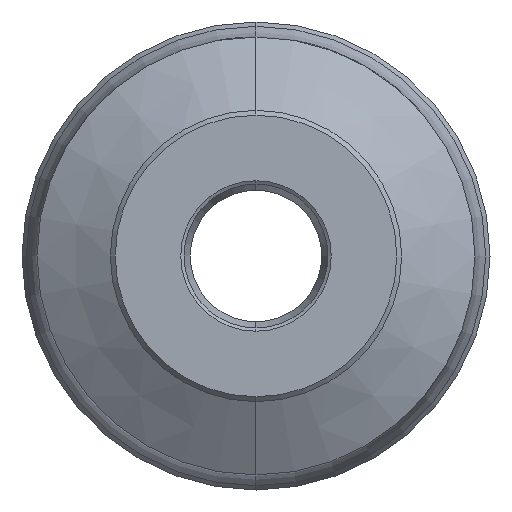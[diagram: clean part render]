
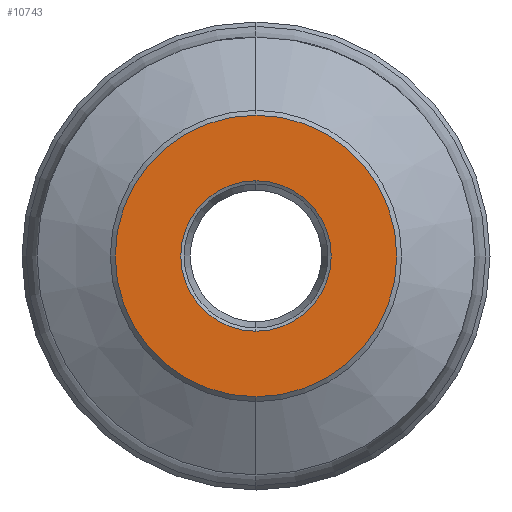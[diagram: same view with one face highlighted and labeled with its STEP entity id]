
A CAD part, left-side view. The second image highlights one B-rep face of the part: STEP entity #10743.
In plain terms, the highlighted planar face has unit normal (-1, 0, 0).
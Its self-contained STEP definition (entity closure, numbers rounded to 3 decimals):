
#73 = DIRECTION ( 'NONE',  ( 1., 0., 0. ) ) ;
#263 = DIRECTION ( 'NONE',  ( 0., 0., -1. ) ) ;
#313 = DIRECTION ( 'NONE',  ( -1., 0., 0. ) ) ;
#345 = CARTESIAN_POINT ( 'NONE',  ( 0., 0., -44.513 ) ) ;
#1600 = PLANE ( 'NONE',  #8885 ) ;
#1691 = DIRECTION ( 'NONE',  ( 0., 0., -1. ) ) ;
#1793 = DIRECTION ( 'NONE',  ( 1., 0., 0. ) ) ;
#2505 = EDGE_CURVE ( 'NONE', #14550, #10064, #10849, .T. ) ;
#2506 = CARTESIAN_POINT ( 'NONE',  ( 0., 0., 44.513 ) ) ;
#2809 = AXIS2_PLACEMENT_3D ( 'NONE', #14246, #14165, #1691 ) ;
#2943 = CARTESIAN_POINT ( 'NONE',  ( 0., 0., -23.774 ) ) ;
#3548 = CIRCLE ( 'NONE', #9367, 23.774 ) ;
#3773 = AXIS2_PLACEMENT_3D ( 'NONE', #8584, #1793, #11905 ) ;
#3791 = CARTESIAN_POINT ( 'NONE',  ( 0., 0., 0. ) ) ;
#4503 = VERTEX_POINT ( 'NONE', #345 ) ;
#4835 = EDGE_LOOP ( 'NONE', ( #7177, #11247 ) ) ;
#6799 = CARTESIAN_POINT ( 'NONE',  ( 0., 0., 23.774 ) ) ;
#7177 = ORIENTED_EDGE ( 'NONE', *, *, #10640, .T. ) ;
#7517 = VERTEX_POINT ( 'NONE', #2506 ) ;
#7606 = CIRCLE ( 'NONE', #3773, 44.513 ) ;
#8501 = CIRCLE ( 'NONE', #2809, 44.513 ) ;
#8584 = CARTESIAN_POINT ( 'NONE',  ( 0., 0., 0. ) ) ;
#8885 = AXIS2_PLACEMENT_3D ( 'NONE', #3791, #313, #10545 ) ;
#9084 = ORIENTED_EDGE ( 'NONE', *, *, #10834, .F. ) ;
#9245 = EDGE_LOOP ( 'NONE', ( #10707, #9084 ) ) ;
#9367 = AXIS2_PLACEMENT_3D ( 'NONE', #10500, #73, #263 ) ;
#10064 = VERTEX_POINT ( 'NONE', #6799 ) ;
#10500 = CARTESIAN_POINT ( 'NONE',  ( 0., 0., 0. ) ) ;
#10545 = DIRECTION ( 'NONE',  ( 0., 0., 1. ) ) ;
#10640 = EDGE_CURVE ( 'NONE', #10064, #14550, #3548, .T. ) ;
#10707 = ORIENTED_EDGE ( 'NONE', *, *, #10857, .F. ) ;
#10743 = ADVANCED_FACE ( 'NONE', ( #12027, #13816 ), #1600, .T. ) ;
#10834 = EDGE_CURVE ( 'NONE', #7517, #4503, #8501, .T. ) ;
#10849 = CIRCLE ( 'NONE', #14596, 23.774 ) ;
#10857 = EDGE_CURVE ( 'NONE', #4503, #7517, #7606, .T. ) ;
#10978 = DIRECTION ( 'NONE',  ( 0., 0., -1. ) ) ;
#11247 = ORIENTED_EDGE ( 'NONE', *, *, #2505, .T. ) ;
#11905 = DIRECTION ( 'NONE',  ( 0., 0., -1. ) ) ;
#12027 = FACE_BOUND ( 'NONE', #4835, .T. ) ;
#12138 = CARTESIAN_POINT ( 'NONE',  ( 0., 0., 0. ) ) ;
#13173 = DIRECTION ( 'NONE',  ( 1., 0., 0. ) ) ;
#13816 = FACE_OUTER_BOUND ( 'NONE', #9245, .T. ) ;
#14165 = DIRECTION ( 'NONE',  ( 1., 0., 0. ) ) ;
#14246 = CARTESIAN_POINT ( 'NONE',  ( 0., 0., 0. ) ) ;
#14550 = VERTEX_POINT ( 'NONE', #2943 ) ;
#14596 = AXIS2_PLACEMENT_3D ( 'NONE', #12138, #13173, #10978 ) ;
